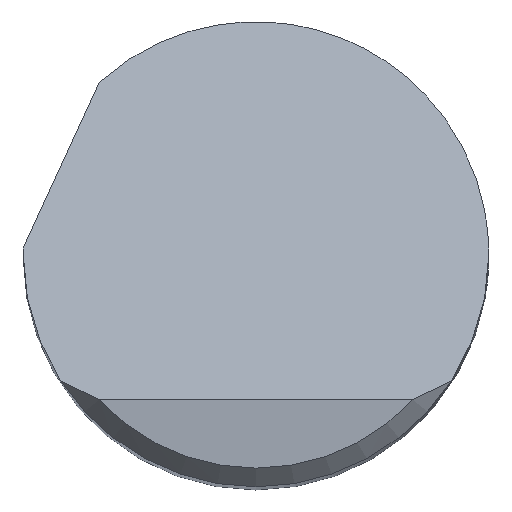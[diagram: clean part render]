
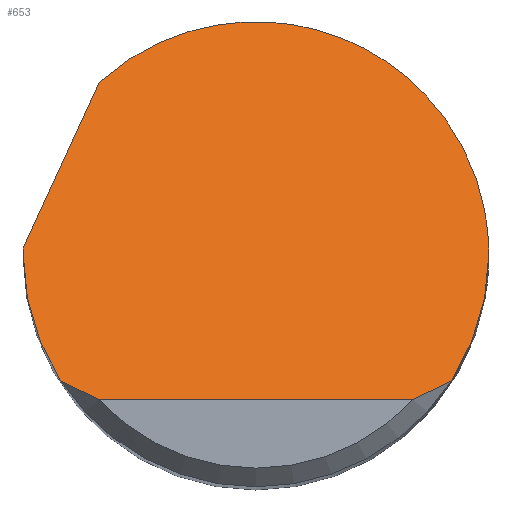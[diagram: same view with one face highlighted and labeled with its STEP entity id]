
A CAD part, top view. The second image highlights one B-rep face of the part: STEP entity #653.
In plain terms, the highlighted planar face has unit normal (0, 0.707, 0.707).
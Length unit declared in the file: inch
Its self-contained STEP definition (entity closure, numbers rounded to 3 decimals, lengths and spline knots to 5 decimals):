
#3 = B_SPLINE_CURVE_WITH_KNOTS ( 'NONE', 3,
 ( #606, #800, #551, #535 ),
 .UNSPECIFIED., .F., .F.,
 ( 4, 4 ),
 ( 0., 0.00095 ),
 .UNSPECIFIED. ) ;
#6 = VERTEX_POINT ( 'NONE', #371 ) ;
#9 = ORIENTED_EDGE ( 'NONE', *, *, #468, .F. ) ;
#46 = B_SPLINE_CURVE_WITH_KNOTS ( 'NONE', 3,
 ( #288, #808, #103, #754 ),
 .UNSPECIFIED., .F., .F.,
 ( 4, 4 ),
 ( 0., 0.00095 ),
 .UNSPECIFIED. ) ;
#66 = CARTESIAN_POINT ( 'NONE',  ( -0.1875, -0.1175, 2.5 ) ) ;
#70 = CARTESIAN_POINT ( 'NONE',  ( -0.1875, 0., 2.3825 ) ) ;
#86 = EDGE_CURVE ( 'NONE', #106, #801, #434, .T. ) ;
#91 = ORIENTED_EDGE ( 'NONE', *, *, #122, .F. ) ;
#94 = CARTESIAN_POINT ( 'NONE',  ( -0.1875, -0.03666, 2.41916 ) ) ;
#103 = CARTESIAN_POINT ( 'NONE',  ( 0.14711, -0.10785, 2.49035 ) ) ;
#106 = VERTEX_POINT ( 'NONE', #180 ) ;
#118 = CARTESIAN_POINT ( 'NONE',  ( -0.23821, -0.10589, 2.48839 ) ) ;
#122 = EDGE_CURVE ( 'NONE', #147, #579, #150, .T. ) ;
#128 = FACE_OUTER_BOUND ( 'NONE', #769, .T. ) ;
#147 = VERTEX_POINT ( 'NONE', #314 ) ;
#149 = LINE ( 'NONE', #723, #457 ) ;
#150 =( BOUNDED_CURVE ( )  B_SPLINE_CURVE ( 3, ( #771, #702, #239, #169 ),
 .UNSPECIFIED., .F., .F. ) 
 B_SPLINE_CURVE_WITH_KNOTS ( ( 4, 4 ),
 ( 1.5708, 2.14917 ),
 .UNSPECIFIED. ) 
 CURVE ( )  GEOMETRIC_REPRESENTATION_ITEM ( )  RATIONAL_B_SPLINE_CURVE ( ( 1., 0.972, 0.972, 1. ) ) 
 REPRESENTATION_ITEM ( '' )  );
#152 = CARTESIAN_POINT ( 'NONE',  ( 0.1875, 0., 2.3825 ) ) ;
#154 = ORIENTED_EDGE ( 'NONE', *, *, #379, .T. ) ;
#162 = CARTESIAN_POINT ( 'NONE',  ( -0.12625, 0.13863, 2.24387 ) ) ;
#166 =( BOUNDED_CURVE ( )  B_SPLINE_CURVE ( 3, ( #162, #431, #612, #152 ),
 .UNSPECIFIED., .F., .F. ) 
 B_SPLINE_CURVE_WITH_KNOTS ( ( 4, 4 ),
 ( 5.54449, 7.85398 ),
 .UNSPECIFIED. ) 
 CURVE ( )  GEOMETRIC_REPRESENTATION_ITEM ( )  RATIONAL_B_SPLINE_CURVE ( ( 1., 0.603, 0.603, 1. ) ) 
 REPRESENTATION_ITEM ( '' )  );
#169 = CARTESIAN_POINT ( 'NONE',  ( 0.157, -0.1025, 2.485 ) ) ;
#180 = CARTESIAN_POINT ( 'NONE',  ( -0.18743, 0.005, 2.3775 ) ) ;
#192 = EDGE_CURVE ( 'NONE', #693, #106, #361, .T. ) ;
#194 = CARTESIAN_POINT ( 'NONE',  ( -0.1875, 0., 2.3825 ) ) ;
#219 = CARTESIAN_POINT ( 'NONE',  ( -0.17704, -0.0718, 2.4543 ) ) ;
#231 = ORIENTED_EDGE ( 'NONE', *, *, #767, .T. ) ;
#239 = CARTESIAN_POINT ( 'NONE',  ( 0.17704, -0.0718, 2.4543 ) ) ;
#257 = DIRECTION ( 'NONE',  ( 0., -0.707, -0.707 ) ) ;
#284 = CARTESIAN_POINT ( 'NONE',  ( -0.1875, 0., 2.3825 ) ) ;
#288 = CARTESIAN_POINT ( 'NONE',  ( 0.12629, -0.1175, 2.5 ) ) ;
#295 = CARTESIAN_POINT ( 'NONE',  ( -0.12629, -0.1175, 2.5 ) ) ;
#305 = AXIS2_PLACEMENT_3D ( 'NONE', #66, #257, #523 ) ;
#309 = VERTEX_POINT ( 'NONE', #295 ) ;
#314 = CARTESIAN_POINT ( 'NONE',  ( 0.1875, 0., 2.3825 ) ) ;
#344 = ORIENTED_EDGE ( 'NONE', *, *, #86, .F. ) ;
#361 =( BOUNDED_CURVE ( )  B_SPLINE_CURVE ( 3, ( #194, #604, #650, #720 ),
 .UNSPECIFIED., .F., .F. ) 
 B_SPLINE_CURVE_WITH_KNOTS ( ( 4, 4 ),
 ( 4.71239, 4.73906 ),
 .UNSPECIFIED. ) 
 CURVE ( )  GEOMETRIC_REPRESENTATION_ITEM ( )  RATIONAL_B_SPLINE_CURVE ( ( 1., 1., 1., 1. ) ) 
 REPRESENTATION_ITEM ( '' )  );
#371 = CARTESIAN_POINT ( 'NONE',  ( -0.157, -0.1025, 2.485 ) ) ;
#379 = EDGE_CURVE ( 'NONE', #663, #579, #46, .T. ) ;
#388 = EDGE_CURVE ( 'NONE', #801, #147, #166, .T. ) ;
#431 = CARTESIAN_POINT ( 'NONE',  ( 0.014, 0.26635, 2.11615 ) ) ;
#434 = LINE ( 'NONE', #118, #661 ) ;
#438 =( BOUNDED_CURVE ( )  B_SPLINE_CURVE ( 3, ( #740, #219, #94, #284 ),
 .UNSPECIFIED., .F., .F. ) 
 B_SPLINE_CURVE_WITH_KNOTS ( ( 4, 4 ),
 ( 4.13401, 4.71239 ),
 .UNSPECIFIED. ) 
 CURVE ( )  GEOMETRIC_REPRESENTATION_ITEM ( )  RATIONAL_B_SPLINE_CURVE ( ( 1., 0.972, 0.972, 1. ) ) 
 REPRESENTATION_ITEM ( '' )  );
#457 = VECTOR ( 'NONE', #652, 39.37008 ) ;
#468 = EDGE_CURVE ( 'NONE', #6, #693, #438, .T. ) ;
#520 = PLANE ( 'NONE',  #305 ) ;
#523 = DIRECTION ( 'NONE',  ( 0., 0.707, -0.707 ) ) ;
#535 = CARTESIAN_POINT ( 'NONE',  ( -0.12629, -0.1175, 2.5 ) ) ;
#551 = CARTESIAN_POINT ( 'NONE',  ( -0.1369, -0.11288, 2.49538 ) ) ;
#558 = ORIENTED_EDGE ( 'NONE', *, *, #826, .T. ) ;
#563 = DIRECTION ( 'NONE',  ( 0.308, 0.673, -0.673 ) ) ;
#566 = CARTESIAN_POINT ( 'NONE',  ( 0.157, -0.1025, 2.485 ) ) ;
#579 = VERTEX_POINT ( 'NONE', #566 ) ;
#604 = CARTESIAN_POINT ( 'NONE',  ( -0.1875, 0.00167, 2.38083 ) ) ;
#606 = CARTESIAN_POINT ( 'NONE',  ( -0.157, -0.1025, 2.485 ) ) ;
#610 = CARTESIAN_POINT ( 'NONE',  ( -0.12625, 0.13863, 2.24387 ) ) ;
#612 = CARTESIAN_POINT ( 'NONE',  ( 0.1875, 0.18969, 2.19281 ) ) ;
#650 = CARTESIAN_POINT ( 'NONE',  ( -0.18748, 0.00333, 2.37917 ) ) ;
#652 = DIRECTION ( 'NONE',  ( 1., 0., 0. ) ) ;
#653 = ADVANCED_FACE ( 'NONE', ( #128 ), #520, .F. ) ;
#661 = VECTOR ( 'NONE', #563, 39.37008 ) ;
#663 = VERTEX_POINT ( 'NONE', #761 ) ;
#693 = VERTEX_POINT ( 'NONE', #70 ) ;
#702 = CARTESIAN_POINT ( 'NONE',  ( 0.1875, -0.03666, 2.41916 ) ) ;
#720 = CARTESIAN_POINT ( 'NONE',  ( -0.18743, 0.005, 2.3775 ) ) ;
#723 = CARTESIAN_POINT ( 'NONE',  ( 0., -0.1175, 2.5 ) ) ;
#740 = CARTESIAN_POINT ( 'NONE',  ( -0.157, -0.1025, 2.485 ) ) ;
#754 = CARTESIAN_POINT ( 'NONE',  ( 0.157, -0.1025, 2.485 ) ) ;
#761 = CARTESIAN_POINT ( 'NONE',  ( 0.12629, -0.1175, 2.5 ) ) ;
#767 = EDGE_CURVE ( 'NONE', #309, #663, #149, .T. ) ;
#769 = EDGE_LOOP ( 'NONE', ( #231, #154, #91, #796, #344, #784, #9, #558 ) ) ;
#771 = CARTESIAN_POINT ( 'NONE',  ( 0.1875, 0., 2.3825 ) ) ;
#784 = ORIENTED_EDGE ( 'NONE', *, *, #192, .F. ) ;
#796 = ORIENTED_EDGE ( 'NONE', *, *, #388, .F. ) ;
#800 = CARTESIAN_POINT ( 'NONE',  ( -0.14711, -0.10785, 2.49035 ) ) ;
#801 = VERTEX_POINT ( 'NONE', #610 ) ;
#808 = CARTESIAN_POINT ( 'NONE',  ( 0.1369, -0.11288, 2.49538 ) ) ;
#826 = EDGE_CURVE ( 'NONE', #6, #309, #3, .T. ) ;
